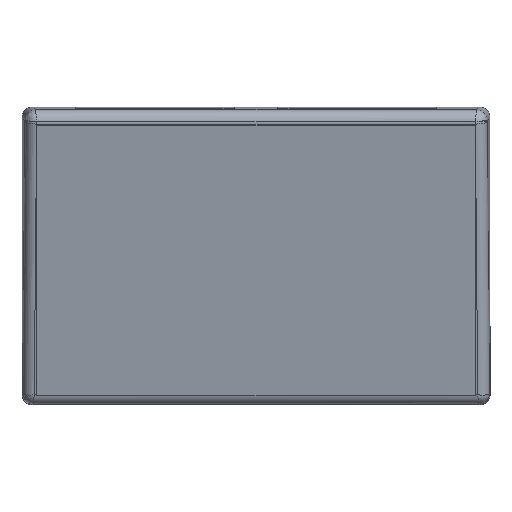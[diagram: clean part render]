
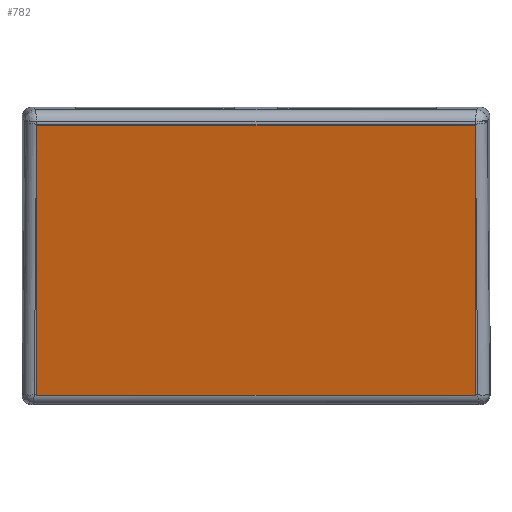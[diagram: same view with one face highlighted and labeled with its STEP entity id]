
A CAD part, top view. The second image highlights one B-rep face of the part: STEP entity #782.
In plain terms, the highlighted planar face has unit normal (0, -0.193, 0.981).
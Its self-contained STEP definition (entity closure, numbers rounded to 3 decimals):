
#645=CARTESIAN_POINT('',(-103.,-65.476,9.873));
#646=VERTEX_POINT('',#645);
#653=CARTESIAN_POINT('',(-103.,61.601,34.804));
#654=VERTEX_POINT('',#653);
#655=CARTESIAN_POINT('',(-103.,61.601,34.804));
#656=DIRECTION('',(0.,-0.981,-0.193));
#657=VECTOR('',#656,129.5);
#658=LINE('',#655,#657);
#659=EDGE_CURVE('',#654,#646,#658,.T.);
#691=CARTESIAN_POINT('',(103.0,-65.476,9.873));
#692=VERTEX_POINT('',#691);
#699=CARTESIAN_POINT('',(-103.0,-65.476,9.873));
#700=DIRECTION('',(1.0,0.0,0.0));
#701=VECTOR('',#700,206.0);
#702=LINE('',#699,#701);
#703=EDGE_CURVE('',#646,#692,#702,.T.);
#731=CARTESIAN_POINT('',(103.0,61.601,34.804));
#732=VERTEX_POINT('',#731);
#739=CARTESIAN_POINT('',(103.,-65.476,9.873));
#740=DIRECTION('',(0.,0.981,0.193));
#741=VECTOR('',#740,129.5);
#742=LINE('',#739,#741);
#743=EDGE_CURVE('',#692,#732,#742,.T.);
#754=CARTESIAN_POINT('',(103.,61.601,34.804));
#755=DIRECTION('',(-1.0,0.0,0.0));
#756=VECTOR('',#755,206.0);
#757=LINE('',#754,#756);
#758=EDGE_CURVE('',#732,#654,#757,.T.);
#771=CARTESIAN_POINT('',(0.,-1.938,22.338));
#772=DIRECTION('',(0.,-0.193,0.981));
#773=DIRECTION('',(1.0,0.0,0.0));
#774=AXIS2_PLACEMENT_3D('',#771,#772,#773);
#775=PLANE('',#774);
#776=ORIENTED_EDGE('',*,*,#659,.T.);
#777=ORIENTED_EDGE('',*,*,#703,.T.);
#778=ORIENTED_EDGE('',*,*,#743,.T.);
#779=ORIENTED_EDGE('',*,*,#758,.T.);
#780=EDGE_LOOP('',(#776,#777,#778,#779));
#781=FACE_OUTER_BOUND('',#780,.T.);
#782=ADVANCED_FACE('',(#781),#775,.T.);
